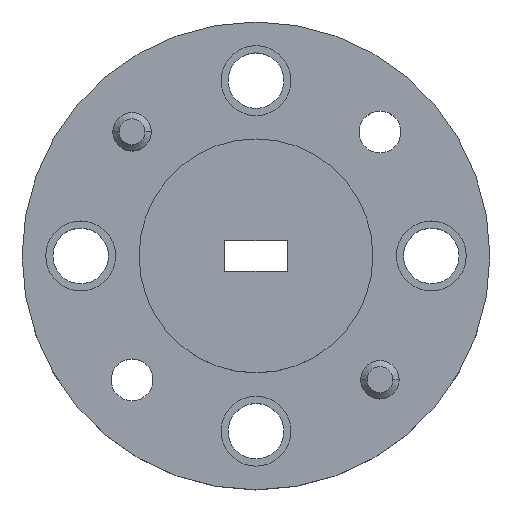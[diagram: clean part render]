
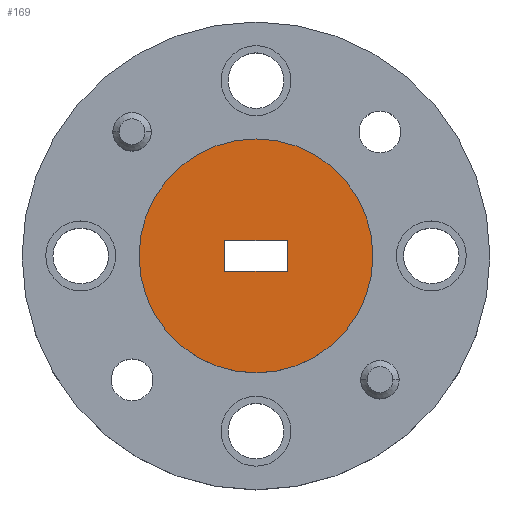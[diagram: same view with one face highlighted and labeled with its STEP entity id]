
A CAD part, top view. The second image highlights one B-rep face of the part: STEP entity #169.
In plain terms, the highlighted planar face has unit normal (0, 0, 1).
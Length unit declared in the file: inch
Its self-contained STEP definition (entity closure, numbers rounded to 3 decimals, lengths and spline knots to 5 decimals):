
#100 = VERTEX_POINT ( 'NONE', #1169 ) ;
#169 = ADVANCED_FACE ( 'NONE', ( #232, #1966 ), #2096, .T. ) ;
#177 = CARTESIAN_POINT ( 'NONE',  ( 0., 0., 0.037 ) ) ;
#223 = VERTEX_POINT ( 'NONE', #460 ) ;
#232 = FACE_BOUND ( 'NONE', #1653, .T. ) ;
#246 = AXIS2_PLACEMENT_3D ( 'NONE', #805, #398, #2313 ) ;
#268 = EDGE_CURVE ( 'NONE', #1382, #568, #688, .T. ) ;
#276 = EDGE_CURVE ( 'NONE', #420, #1382, #2354, .T. ) ;
#288 = CARTESIAN_POINT ( 'NONE',  ( -0.05, -0.025, 0.037 ) ) ;
#335 = DIRECTION ( 'NONE',  ( 0., 1., 0. ) ) ;
#398 = DIRECTION ( 'NONE',  ( 0., 0., 1. ) ) ;
#420 = VERTEX_POINT ( 'NONE', #1662 ) ;
#432 = DIRECTION ( 'NONE',  ( 1., 0., 0. ) ) ;
#460 = CARTESIAN_POINT ( 'NONE',  ( 0.1875, 0., 0.037 ) ) ;
#473 = DIRECTION ( 'NONE',  ( -1., 0., 0. ) ) ;
#568 = VERTEX_POINT ( 'NONE', #591 ) ;
#575 = EDGE_CURVE ( 'NONE', #568, #100, #1347, .T. ) ;
#591 = CARTESIAN_POINT ( 'NONE',  ( -0.05, -0.025, 0.037 ) ) ;
#594 = CIRCLE ( 'NONE', #1392, 0.1875 ) ;
#688 = LINE ( 'NONE', #288, #2055 ) ;
#726 = ORIENTED_EDGE ( 'NONE', *, *, #776, .T. ) ;
#756 = ORIENTED_EDGE ( 'NONE', *, *, #268, .F. ) ;
#776 = EDGE_CURVE ( 'NONE', #223, #2427, #594, .T. ) ;
#787 = VECTOR ( 'NONE', #335, 39.37008 ) ;
#805 = CARTESIAN_POINT ( 'NONE',  ( 0., 0., 0.037 ) ) ;
#1043 = DIRECTION ( 'NONE',  ( 0., -1., 0. ) ) ;
#1169 = CARTESIAN_POINT ( 'NONE',  ( 0.05, -0.025, 0.037 ) ) ;
#1333 = AXIS2_PLACEMENT_3D ( 'NONE', #177, #2254, #1722 ) ;
#1347 = LINE ( 'NONE', #2132, #2185 ) ;
#1382 = VERTEX_POINT ( 'NONE', #2198 ) ;
#1392 = AXIS2_PLACEMENT_3D ( 'NONE', #2417, #2064, #2239 ) ;
#1403 = ORIENTED_EDGE ( 'NONE', *, *, #276, .F. ) ;
#1559 = EDGE_LOOP ( 'NONE', ( #2391, #726 ) ) ;
#1609 = ORIENTED_EDGE ( 'NONE', *, *, #575, .F. ) ;
#1653 = EDGE_LOOP ( 'NONE', ( #2273, #1609, #756, #1403 ) ) ;
#1662 = CARTESIAN_POINT ( 'NONE',  ( 0.05, 0.025, 0.037 ) ) ;
#1722 = DIRECTION ( 'NONE',  ( 1., 0., 0. ) ) ;
#1802 = EDGE_CURVE ( 'NONE', #100, #420, #2418, .T. ) ;
#1946 = EDGE_CURVE ( 'NONE', #2427, #223, #2086, .T. ) ;
#1966 = FACE_OUTER_BOUND ( 'NONE', #1559, .T. ) ;
#1985 = CARTESIAN_POINT ( 'NONE',  ( 0.05, -0.025, 0.037 ) ) ;
#2055 = VECTOR ( 'NONE', #1043, 39.37008 ) ;
#2064 = DIRECTION ( 'NONE',  ( 0., 0., 1. ) ) ;
#2086 = CIRCLE ( 'NONE', #1333, 0.1875 ) ;
#2096 = PLANE ( 'NONE',  #246 ) ;
#2125 = CARTESIAN_POINT ( 'NONE',  ( -0.1875, 0., 0.037 ) ) ;
#2132 = CARTESIAN_POINT ( 'NONE',  ( -0.05, -0.025, 0.037 ) ) ;
#2174 = CARTESIAN_POINT ( 'NONE',  ( -0.05, 0.025, 0.037 ) ) ;
#2185 = VECTOR ( 'NONE', #432, 39.37008 ) ;
#2198 = CARTESIAN_POINT ( 'NONE',  ( -0.05, 0.025, 0.037 ) ) ;
#2216 = VECTOR ( 'NONE', #473, 39.37008 ) ;
#2239 = DIRECTION ( 'NONE',  ( 1., 0., 0. ) ) ;
#2254 = DIRECTION ( 'NONE',  ( 0., 0., 1. ) ) ;
#2273 = ORIENTED_EDGE ( 'NONE', *, *, #1802, .F. ) ;
#2313 = DIRECTION ( 'NONE',  ( 1., 0., 0. ) ) ;
#2354 = LINE ( 'NONE', #2174, #2216 ) ;
#2391 = ORIENTED_EDGE ( 'NONE', *, *, #1946, .T. ) ;
#2417 = CARTESIAN_POINT ( 'NONE',  ( 0., 0., 0.037 ) ) ;
#2418 = LINE ( 'NONE', #1985, #787 ) ;
#2427 = VERTEX_POINT ( 'NONE', #2125 ) ;
